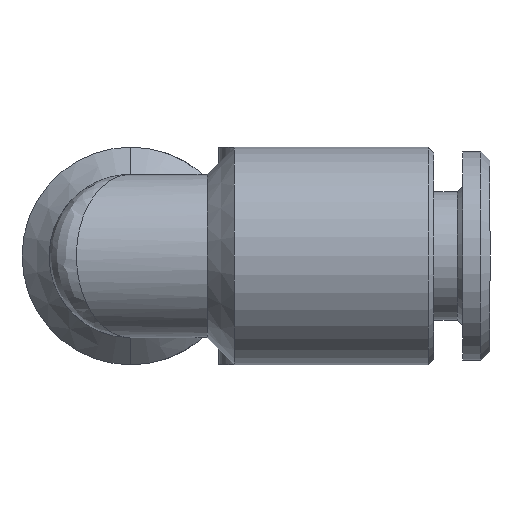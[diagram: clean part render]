
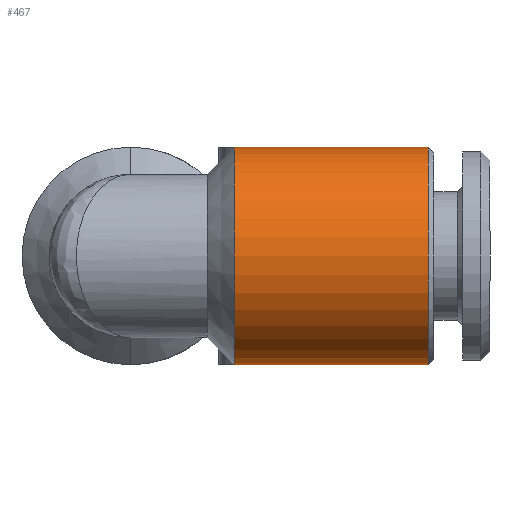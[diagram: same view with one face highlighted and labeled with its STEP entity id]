
A CAD part, left-side view. The second image highlights one B-rep face of the part: STEP entity #467.
In plain terms, the highlighted cylindrical face has radius 6 mm (diameter 12 mm), a partial arc.
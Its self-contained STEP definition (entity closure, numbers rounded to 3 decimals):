
#3 = EDGE_CURVE ( 'NONE', #162, #197, #754, .T. ) ;
#46 = VERTEX_POINT ( 'NONE', #679 ) ;
#161 = EDGE_CURVE ( 'NONE', #249, #162, #2384, .T. ) ;
#162 = VERTEX_POINT ( 'NONE', #2383 ) ;
#197 = VERTEX_POINT ( 'NONE', #1117 ) ;
#249 = VERTEX_POINT ( 'NONE', #917 ) ;
#392 = EDGE_CURVE ( 'NONE', #46, #197, #1276, .T. ) ;
#437 = ORIENTED_EDGE ( 'NONE', *, *, #3, .F. ) ;
#467 = ADVANCED_FACE ( 'NONE', ( #1380 ), #1377, .T. ) ;
#468 = EDGE_LOOP ( 'NONE', ( #469, #470, #472, #437 ) ) ;
#469 = ORIENTED_EDGE ( 'NONE', *, *, #161, .F. ) ;
#470 = ORIENTED_EDGE ( 'NONE', *, *, #471, .T. ) ;
#471 = EDGE_CURVE ( 'NONE', #249, #46, #1385, .T. ) ;
#472 = ORIENTED_EDGE ( 'NONE', *, *, #392, .T. ) ;
#679 = CARTESIAN_POINT ( 'NONE',  ( 0., -16.4, 6. ) ) ;
#750 = DIRECTION ( 'NONE',  ( 0., 0., 1. ) ) ;
#751 = DIRECTION ( 'NONE',  ( 0., 1., 0. ) ) ;
#752 = CARTESIAN_POINT ( 'NONE',  ( 0., -5.7, 0. ) ) ;
#753 = AXIS2_PLACEMENT_3D ( 'NONE', #752, #751, #750 ) ;
#754 = CIRCLE ( 'NONE', #753, 6. ) ;
#917 = CARTESIAN_POINT ( 'NONE',  ( 0., -16.4, -6. ) ) ;
#1117 = CARTESIAN_POINT ( 'NONE',  ( 0., -5.7, 6. ) ) ;
#1258 = DIRECTION ( 'NONE',  ( 0., 1., 0. ) ) ;
#1259 = VECTOR ( 'NONE', #1258, 1000. ) ;
#1260 = CARTESIAN_POINT ( 'NONE',  ( 0., 21.146, 6. ) ) ;
#1276 = LINE ( 'NONE', #1260, #1259 ) ;
#1365 = DIRECTION ( 'NONE',  ( 0., 1., 0. ) ) ;
#1366 = CARTESIAN_POINT ( 'NONE',  ( 0., 21.146, 0. ) ) ;
#1369 = DIRECTION ( 'NONE',  ( 0., 0., 1. ) ) ;
#1377 = CYLINDRICAL_SURFACE ( 'NONE', #1389, 6. ) ;
#1380 = FACE_OUTER_BOUND ( 'NONE', #468, .T. ) ;
#1382 = DIRECTION ( 'NONE',  ( 0., 1., 0. ) ) ;
#1383 = CARTESIAN_POINT ( 'NONE',  ( 0., -16.4, 0. ) ) ;
#1384 = AXIS2_PLACEMENT_3D ( 'NONE', #1383, #1382, #1369 ) ;
#1385 = CIRCLE ( 'NONE', #1384, 6. ) ;
#1387 = DIRECTION ( 'NONE',  ( 0., 0., 1. ) ) ;
#1389 = AXIS2_PLACEMENT_3D ( 'NONE', #1366, #1365, #1387 ) ;
#2378 = VECTOR ( 'NONE', #2390, 1000. ) ;
#2379 = CARTESIAN_POINT ( 'NONE',  ( 0., 21.146, -6. ) ) ;
#2383 = CARTESIAN_POINT ( 'NONE',  ( 0., -5.7, -6. ) ) ;
#2384 = LINE ( 'NONE', #2379, #2378 ) ;
#2390 = DIRECTION ( 'NONE',  ( 0., 1., 0. ) ) ;
